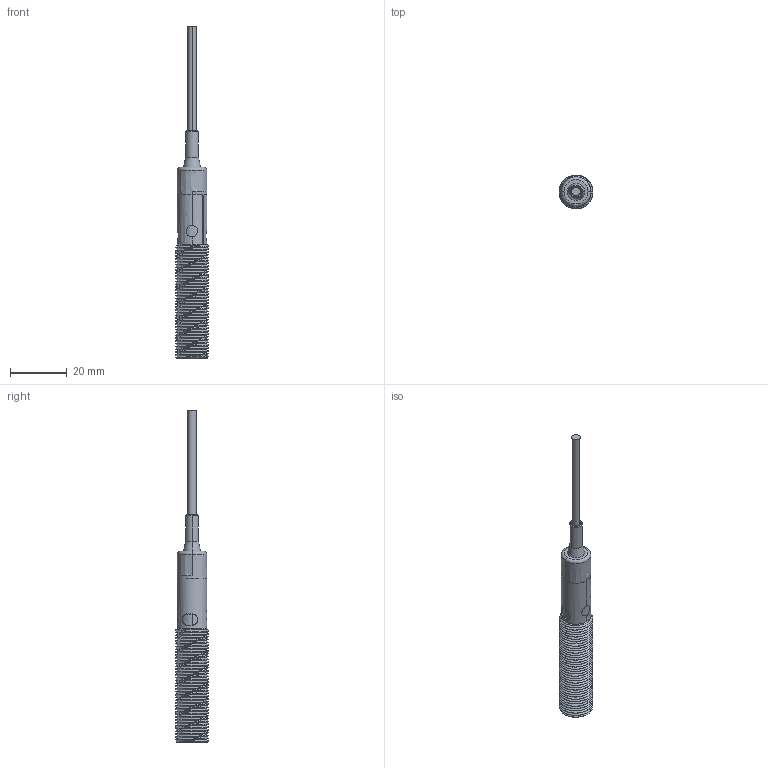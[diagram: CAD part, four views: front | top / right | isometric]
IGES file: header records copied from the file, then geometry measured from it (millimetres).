
Start section:  PTC IGES file: 137701.igs
Global section: file name: 137701.igs; native system: Pro/ENGINEER by Parametric Technology Corporation; preprocessor: 2006170; author: banengservice; organization: Unknown; date: 20080107.152145; units: inch
Bounding box: 11.88 x 11.88 x 117.5 mm (x, y, z)
Volume: 3051.8 mm3; surface area: 9022.7 mm2
Topology: 5 solids, 5 shells, 345 faces, 936 edges, 600 vertices
Faces by surface type: revolution 203, bspline 142
